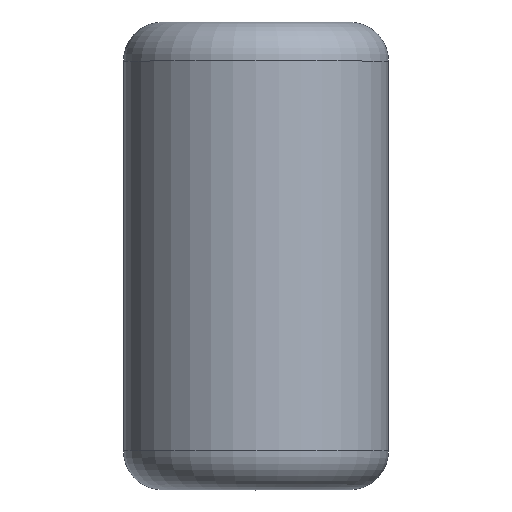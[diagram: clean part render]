
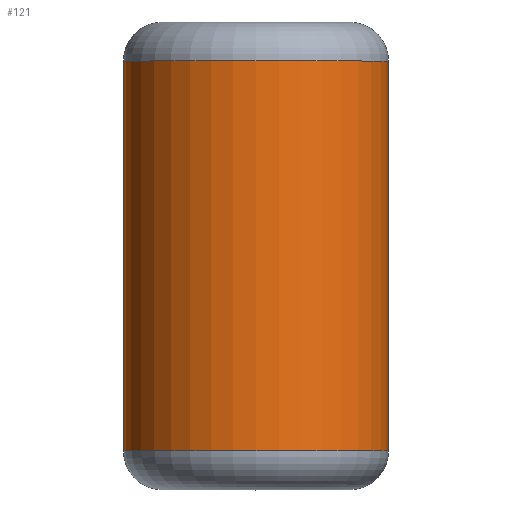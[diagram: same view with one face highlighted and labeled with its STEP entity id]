
A CAD part, top view. The second image highlights one B-rep face of the part: STEP entity #121.
In plain terms, the highlighted cylindrical face has radius 34 mm (diameter 68 mm), a partial arc.
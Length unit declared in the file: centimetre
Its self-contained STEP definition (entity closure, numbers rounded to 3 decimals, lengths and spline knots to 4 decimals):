
#5 = ORIENTED_EDGE ( 'NONE', *, *, #130, .F. ) ;
#9 = EDGE_CURVE ( 'NONE', #205, #72, #54, .T. ) ;
#11 = LINE ( 'NONE', #276, #262 ) ;
#13 = CARTESIAN_POINT ( 'NONE',  ( 0., 1., 0. ) ) ;
#17 = DIRECTION ( 'NONE',  ( -1., 0., 0. ) ) ;
#19 = CIRCLE ( 'NONE', #180, 3.4 ) ;
#27 = ORIENTED_EDGE ( 'NONE', *, *, #9, .T. ) ;
#33 = DIRECTION ( 'NONE',  ( 1., 0., 0. ) ) ;
#37 = CARTESIAN_POINT ( 'NONE',  ( 3.4, 11., 0. ) ) ;
#49 = EDGE_CURVE ( 'NONE', #72, #141, #275, .T. ) ;
#51 = EDGE_LOOP ( 'NONE', ( #208, #27, #119, #5 ) ) ;
#53 = DIRECTION ( 'NONE',  ( 1., 0., 0. ) ) ;
#54 = LINE ( 'NONE', #223, #224 ) ;
#72 = VERTEX_POINT ( 'NONE', #171 ) ;
#78 = CYLINDRICAL_SURFACE ( 'NONE', #167, 3.4 ) ;
#85 = CARTESIAN_POINT ( 'NONE',  ( 3.4, 1., 0. ) ) ;
#90 = AXIS2_PLACEMENT_3D ( 'NONE', #13, #99, #33 ) ;
#95 = DIRECTION ( 'NONE',  ( 0., -1., 0. ) ) ;
#99 = DIRECTION ( 'NONE',  ( 0., 1., 0. ) ) ;
#119 = ORIENTED_EDGE ( 'NONE', *, *, #49, .T. ) ;
#121 = ADVANCED_FACE ( 'NONE', ( #229 ), #78, .T. ) ;
#130 = EDGE_CURVE ( 'NONE', #168, #141, #11, .T. ) ;
#141 = VERTEX_POINT ( 'NONE', #85 ) ;
#167 = AXIS2_PLACEMENT_3D ( 'NONE', #246, #226, #53 ) ;
#168 = VERTEX_POINT ( 'NONE', #37 ) ;
#171 = CARTESIAN_POINT ( 'NONE',  ( -3.4, 1., 0. ) ) ;
#172 = CARTESIAN_POINT ( 'NONE',  ( -3.4, 11., 0. ) ) ;
#180 = AXIS2_PLACEMENT_3D ( 'NONE', #231, #251, #17 ) ;
#181 = EDGE_CURVE ( 'NONE', #168, #205, #19, .T. ) ;
#205 = VERTEX_POINT ( 'NONE', #172 ) ;
#208 = ORIENTED_EDGE ( 'NONE', *, *, #181, .T. ) ;
#223 = CARTESIAN_POINT ( 'NONE',  ( -3.4, 0., 0. ) ) ;
#224 = VECTOR ( 'NONE', #95, 100. ) ;
#226 = DIRECTION ( 'NONE',  ( 0., -1., 0. ) ) ;
#229 = FACE_OUTER_BOUND ( 'NONE', #51, .T. ) ;
#231 = CARTESIAN_POINT ( 'NONE',  ( 0., 11., 0. ) ) ;
#246 = CARTESIAN_POINT ( 'NONE',  ( 0., 0., 0. ) ) ;
#251 = DIRECTION ( 'NONE',  ( 0., -1., 0. ) ) ;
#262 = VECTOR ( 'NONE', #270, 100. ) ;
#270 = DIRECTION ( 'NONE',  ( 0., -1., 0. ) ) ;
#275 = CIRCLE ( 'NONE', #90, 3.4 ) ;
#276 = CARTESIAN_POINT ( 'NONE',  ( 3.4, 0., 0. ) ) ;
